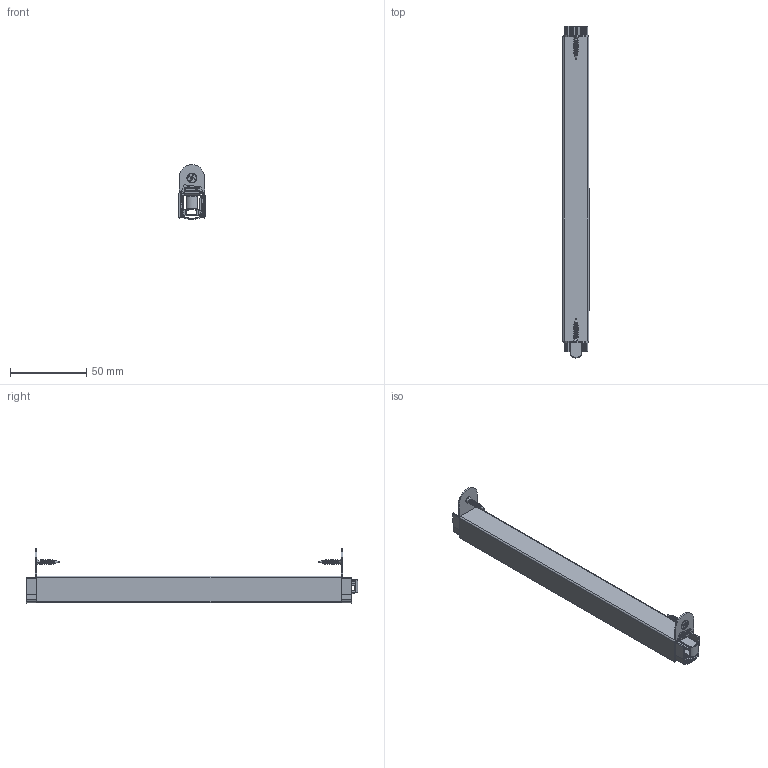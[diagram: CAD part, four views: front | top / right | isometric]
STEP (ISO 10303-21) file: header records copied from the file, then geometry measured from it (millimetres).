
FILE_DESCRIPTION(/* description */ ('Unknown'),/* implementation_level */ '2;1');
FILE_NAME(/* name */ '1-937_Stadi-M1717WS_3D',/* time_stamp */ '2021-06-07T17:42:08+02:00',/* author */ ('Unknown'),/* organization */ ('Unknown'),/* preprocessor_version */ 'ST-DEVELOPER v16.7',/* originating_system */ 'Solid Edge',/* authorisation */ 'Unknown');
FILE_SCHEMA (('AUTOMOTIVE_DESIGN {1 0 10303 214 3 1 1}'));
Length unit declared in the file: millimetre
Products named in the file (12): 27671_Bodendichtung; AP_617; AP_618; 27673_Dichtprofil_17_17; 31230_Befestigungswinkel; 13367_oa_0; 12457; 21890_Befestigungsschraube; 27680_Etikett_3D__Stadi_M-17_17_WS; 26541_Etikett_Athmer_klein_kurz; 31110_Athmer_Logo__ab_2021_; 27681_Text__Stadi_M-17_17_WS
Assembly tree (13 placements, depth 3):
  27671_Bodendichtung
    AP_617
    AP_618
    27673_Dichtprofil_17_17
    31230_Befestigungswinkel  x2
    13367_oa_0
      12457
    21890_Befestigungsschraube  x2
    27680_Etikett_3D__Stadi_M-17_17_WS
      26541_Etikett_Athmer_klein_kurz
      31110_Athmer_Logo__ab_2021_
      27681_Text__Stadi_M-17_17_WS
Bounding box: 17.2 x 217.99 x 35.83 mm (x, y, z)
Volume: 29301.4 mm3; surface area: 66027.9 mm2
Topology: 27 solids, 27 shells, 886 faces, 2375 edges, 1571 vertices
Faces by surface type: plane 556, cylinder 180, bspline 122, torus 15, cone 13
Full cylindrical faces by diameter (mm): 0.5 x2, 1.003 x2, 4.134 x2, 6.132 x2
Entity records: 25301 total; most frequent: CARTESIAN_POINT 8356, ORIENTED_EDGE 3668, DIRECTION 2984, EDGE_CURVE 1834, VERTEX_POINT 1223, LINE 1168, VECTOR 1168, AXIS2_PLACEMENT_3D 908
